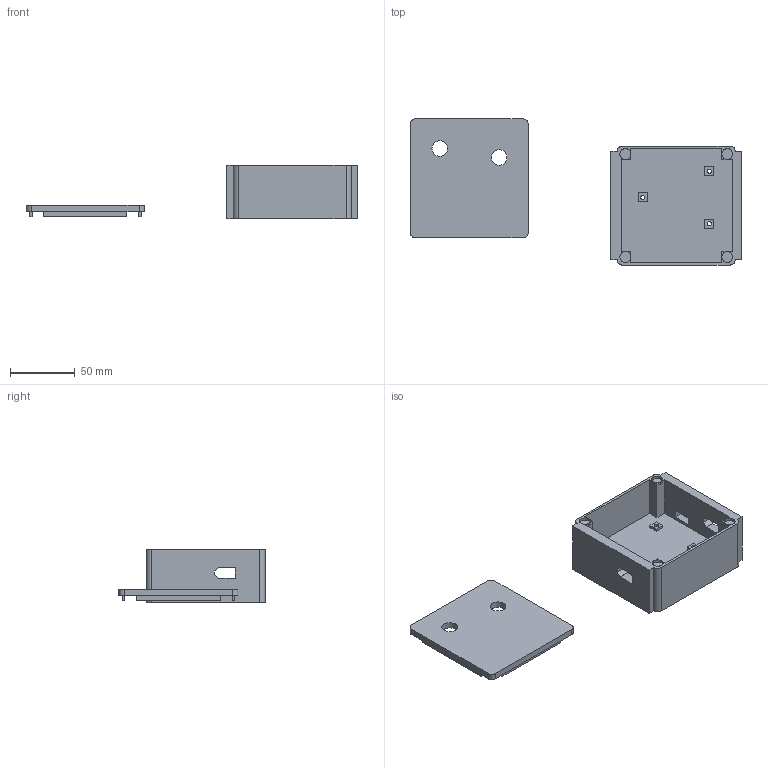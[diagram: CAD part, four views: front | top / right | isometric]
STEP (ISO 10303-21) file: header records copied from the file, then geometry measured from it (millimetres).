
FILE_DESCRIPTION(/* description */ (''),/* implementation_level */ '2;1');
FILE_NAME(/* name */ 'Igniter enclosure.step',/* time_stamp */ '2025-09-24T22:13:39+02:00',/* author */ (''),/* organization */ (''),/* preprocessor_version */ 'ST-DEVELOPER v20.1',/* originating_system */ 'Autodesk Translation Framework v14.10.0.0',/* authorisation */ '');
FILE_SCHEMA (('AUTOMOTIVE_DESIGN { 1 0 10303 214 3 1 1 }'));
Length unit declared in the file: millimetre
Products named in the file (2): IGNITER; LC_BOX v6
Assembly tree (1 placements, depth 2):
  IGNITER
    LC_BOX v6
Bounding box: 255.65 x 112.81 x 41 mm (x, y, z)
Volume: 182226.5 mm3; surface area: 66727.4 mm2
Topology: 2 solids, 2 shells, 119 faces, 293 edges, 190 vertices
Faces by surface type: plane 94, cylinder 25
Full cylindrical faces by diameter (mm): 3.2 x3, 8.4 x4, 12 x2
Entity records: 3625 total; most frequent: CARTESIAN_POINT 613, ORIENTED_EDGE 602, DIRECTION 595, EDGE_CURVE 301, LINE 251, VECTOR 251, VERTEX_POINT 190, AXIS2_PLACEMENT_3D 172
